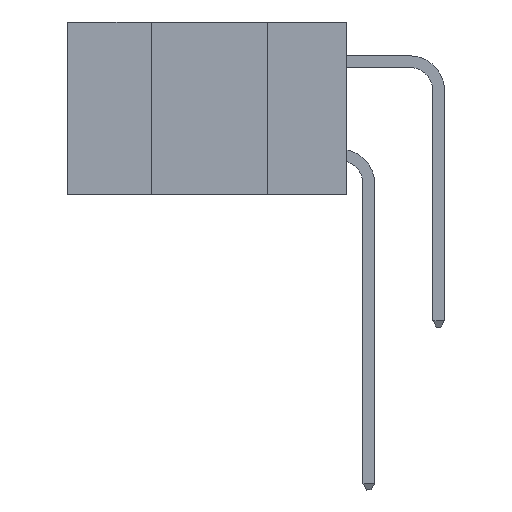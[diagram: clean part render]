
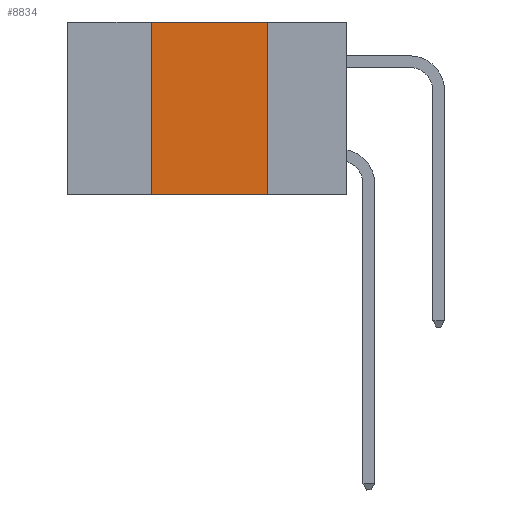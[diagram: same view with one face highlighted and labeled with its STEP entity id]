
A CAD part, left-side view. The second image highlights one B-rep face of the part: STEP entity #8834.
In plain terms, the highlighted planar face has unit normal (-1, 0, 0).
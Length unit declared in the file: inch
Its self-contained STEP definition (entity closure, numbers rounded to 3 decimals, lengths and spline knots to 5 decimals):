
#424 = VERTEX_POINT ( 'NONE', #6126 ) ;
#641 = VECTOR ( 'NONE', #28438, 39.37008 ) ;
#1653 = CARTESIAN_POINT ( 'NONE',  ( 0., 0.6, 0. ) ) ;
#1753 = DIRECTION ( 'NONE',  ( 0., 0., 1. ) ) ;
#1854 = CARTESIAN_POINT ( 'NONE',  ( 0., 0.42, 0. ) ) ;
#1933 = EDGE_CURVE ( 'NONE', #6959, #20798, #25362, .T. ) ;
#2464 = DIRECTION ( 'NONE',  ( 0., -1., 0. ) ) ;
#4486 = CARTESIAN_POINT ( 'NONE',  ( 0., 0.42, -0.37 ) ) ;
#5636 = LINE ( 'NONE', #8449, #23551 ) ;
#6126 = CARTESIAN_POINT ( 'NONE',  ( 0., 0.17, -0.37 ) ) ;
#6766 = DIRECTION ( 'NONE',  ( 0., 0., -1. ) ) ;
#6873 = DIRECTION ( 'NONE',  ( 1., 0., 0. ) ) ;
#6959 = VERTEX_POINT ( 'NONE', #4486 ) ;
#8449 = CARTESIAN_POINT ( 'NONE',  ( 0., 0.6, -0.37 ) ) ;
#8834 = ADVANCED_FACE ( 'NONE', ( #29508 ), #11672, .F. ) ;
#8880 = CARTESIAN_POINT ( 'NONE',  ( 0., 0.6, 0. ) ) ;
#9678 = VECTOR ( 'NONE', #1753, 39.37008 ) ;
#11086 = EDGE_LOOP ( 'NONE', ( #21225, #14822, #11299, #15569 ) ) ;
#11299 = ORIENTED_EDGE ( 'NONE', *, *, #1933, .F. ) ;
#11672 = PLANE ( 'NONE',  #26489 ) ;
#13654 = DIRECTION ( 'NONE',  ( 0., -1., 0. ) ) ;
#14822 = ORIENTED_EDGE ( 'NONE', *, *, #15450, .F. ) ;
#15450 = EDGE_CURVE ( 'NONE', #20798, #25171, #24910, .T. ) ;
#15569 = ORIENTED_EDGE ( 'NONE', *, *, #20901, .T. ) ;
#15633 = EDGE_CURVE ( 'NONE', #25171, #424, #28218, .T. ) ;
#19203 = CARTESIAN_POINT ( 'NONE',  ( 0., 0.17, 0. ) ) ;
#20798 = VERTEX_POINT ( 'NONE', #24623 ) ;
#20901 = EDGE_CURVE ( 'NONE', #6959, #424, #5636, .T. ) ;
#21225 = ORIENTED_EDGE ( 'NONE', *, *, #15633, .F. ) ;
#23551 = VECTOR ( 'NONE', #13654, 39.37008 ) ;
#24623 = CARTESIAN_POINT ( 'NONE',  ( 0., 0.42, 0. ) ) ;
#24910 = LINE ( 'NONE', #1653, #25637 ) ;
#25171 = VERTEX_POINT ( 'NONE', #25430 ) ;
#25362 = LINE ( 'NONE', #1854, #9678 ) ;
#25430 = CARTESIAN_POINT ( 'NONE',  ( 0., 0.17, 0. ) ) ;
#25637 = VECTOR ( 'NONE', #2464, 39.37008 ) ;
#26489 = AXIS2_PLACEMENT_3D ( 'NONE', #8880, #6873, #6766 ) ;
#28218 = LINE ( 'NONE', #19203, #641 ) ;
#28438 = DIRECTION ( 'NONE',  ( 0., 0., -1. ) ) ;
#29508 = FACE_OUTER_BOUND ( 'NONE', #11086, .T. ) ;
